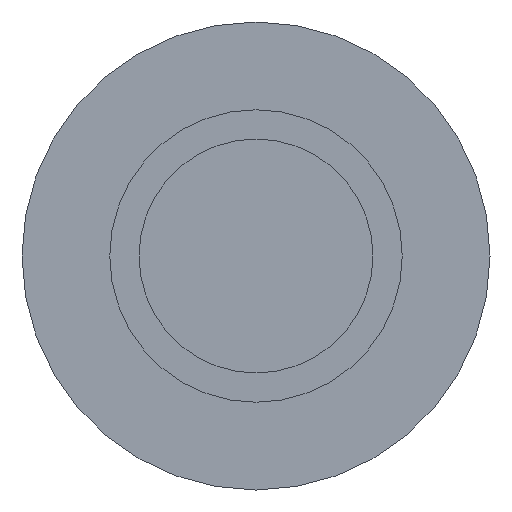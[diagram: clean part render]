
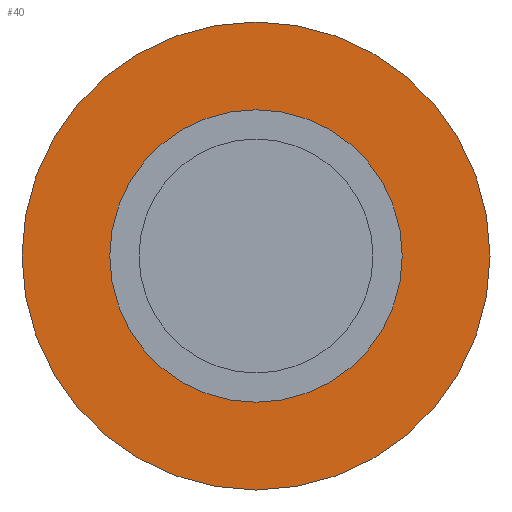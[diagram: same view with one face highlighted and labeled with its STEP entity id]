
A CAD part, left-side view. The second image highlights one B-rep face of the part: STEP entity #40.
In plain terms, the highlighted planar face has unit normal (-1, 0, 0).
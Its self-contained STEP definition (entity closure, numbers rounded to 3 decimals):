
#21=FACE_BOUND('',#74,.F.);
#26=PLANE('',#309);
#40=ADVANCED_FACE('',(#21,#56),#26,.T.);
#56=FACE_OUTER_BOUND('',#75,.F.);
#74=EDGE_LOOP('',(#123,#124));
#75=EDGE_LOOP('',(#125,#126));
#123=ORIENTED_EDGE('',*,*,#205,.T.);
#124=ORIENTED_EDGE('',*,*,#185,.T.);
#125=ORIENTED_EDGE('',*,*,#204,.F.);
#126=ORIENTED_EDGE('',*,*,#184,.F.);
#184=EDGE_CURVE('',#238,#237,#214,.T.);
#185=EDGE_CURVE('',#236,#235,#215,.T.);
#204=EDGE_CURVE('',#237,#238,#224,.T.);
#205=EDGE_CURVE('',#235,#236,#225,.T.);
#214=CIRCLE('',#283,8.);
#215=CIRCLE('',#284,5.);
#224=CIRCLE('',#293,8.);
#225=CIRCLE('',#294,5.);
#235=VERTEX_POINT('',#414);
#236=VERTEX_POINT('',#415);
#237=VERTEX_POINT('',#416);
#238=VERTEX_POINT('',#417);
#283=AXIS2_PLACEMENT_3D('',#433,#330,#331);
#284=AXIS2_PLACEMENT_3D('',#434,#332,#333);
#293=AXIS2_PLACEMENT_3D('',#453,#360,#361);
#294=AXIS2_PLACEMENT_3D('',#454,#362,#363);
#309=AXIS2_PLACEMENT_3D('',#469,#392,#393);
#330=DIRECTION('',(-1.,0.,0.));
#331=DIRECTION('',(0.,1.,0.));
#332=DIRECTION('',(-1.,0.,0.));
#333=DIRECTION('',(0.,1.,0.));
#360=DIRECTION('',(-1.,0.,0.));
#361=DIRECTION('',(0.,-1.,0.));
#362=DIRECTION('',(-1.,0.,0.));
#363=DIRECTION('',(0.,-1.,0.));
#392=DIRECTION('',(-1.,0.,0.));
#393=DIRECTION('',(0.,0.,1.));
#414=CARTESIAN_POINT('',(33.,-5.,0.));
#415=CARTESIAN_POINT('',(33.,5.,0.));
#416=CARTESIAN_POINT('',(33.,-8.,0.));
#417=CARTESIAN_POINT('',(33.,8.,0.));
#433=CARTESIAN_POINT('',(33.,0.,0.));
#434=CARTESIAN_POINT('',(33.,0.,0.));
#453=CARTESIAN_POINT('',(33.,0.,0.));
#454=CARTESIAN_POINT('',(33.,0.,0.));
#469=CARTESIAN_POINT('',(33.,-8.16,-8.16));
